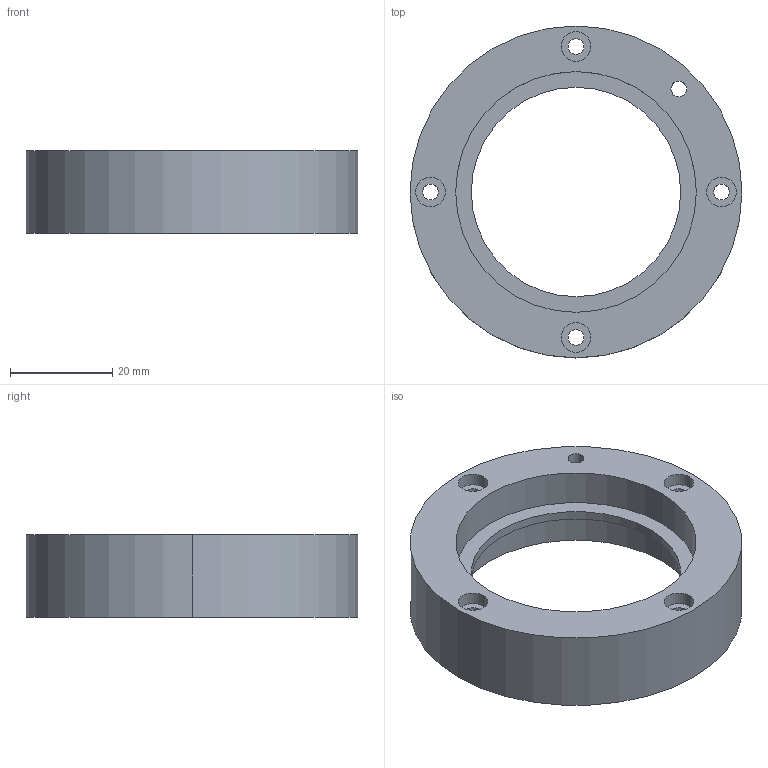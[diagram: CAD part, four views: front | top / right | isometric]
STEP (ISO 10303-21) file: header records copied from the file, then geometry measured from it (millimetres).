
FILE_DESCRIPTION (( 'STEP AP203' ), '1' );
FILE_NAME ('top_lid_j6.STEP', '2021-03-13T21:18:20', ( '' ), ( '' ), 'SwSTEP 2.0', 'SolidWorks 2020', '' );
FILE_SCHEMA (( 'CONFIG_CONTROL_DESIGN' ));
Length unit declared in the file: millimetre
Products named in the file (1): top_lid_j6
Bounding box: 65 x 65 x 16.15 mm (x, y, z)
Volume: 25339.1 mm3; surface area: 10448.2 mm2
Topology: 1 solids, 1 shells, 34 faces, 78 edges, 52 vertices
Faces by surface type: cylinder 26, plane 8
Entity records: 1095 total; most frequent: DIRECTION 200, CARTESIAN_POINT 165, ORIENTED_EDGE 156, AXIS2_PLACEMENT_3D 87, EDGE_CURVE 78, EDGE_LOOP 52, VERTEX_POINT 52, CIRCLE 52
